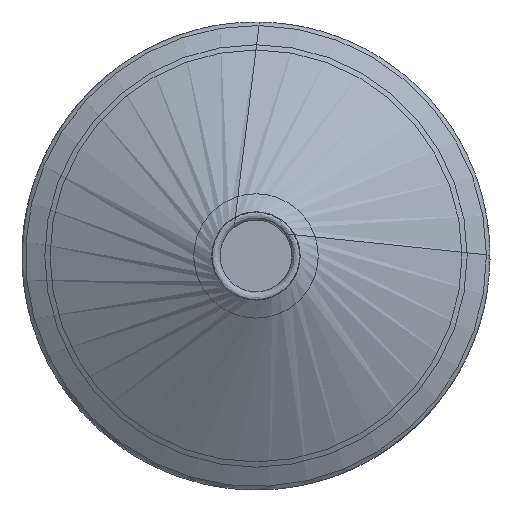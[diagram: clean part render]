
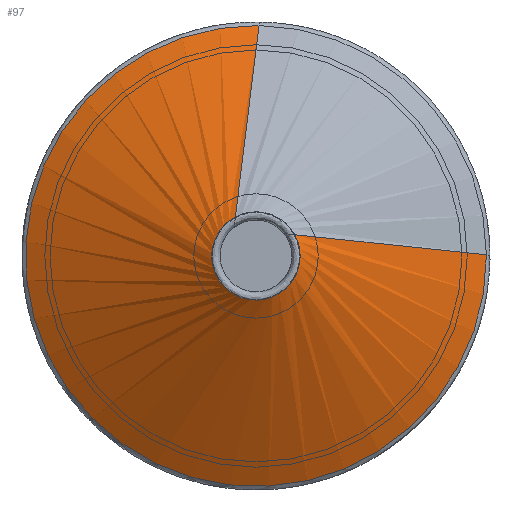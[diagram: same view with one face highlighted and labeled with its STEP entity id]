
A CAD part, left-side view. The second image highlights one B-rep face of the part: STEP entity #97.
In plain terms, the highlighted free-form (B-spline) face has degree [1, 3] with [2, 7] control points.
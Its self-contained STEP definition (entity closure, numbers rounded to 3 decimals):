
#97=ADVANCED_FACE('',(#133),#122,.F.);
#122=(
BOUNDED_SURFACE()
B_SPLINE_SURFACE(1,3,((#619,#620,#621,#622,#623,#624,#625),(#626,#627,#628,
#629,#630,#631,#632)),.UNSPECIFIED.,.F.,.F.,.F.)
B_SPLINE_SURFACE_WITH_KNOTS((2,2),(4,3,4),(0.,1.),(0.,0.5,1.),
 .UNSPECIFIED.)
GEOMETRIC_REPRESENTATION_ITEM()
RATIONAL_B_SPLINE_SURFACE(((1.,0.586,0.586,1.,0.586,
0.586,1.),(1.,0.586,0.586,1.,0.586,
0.586,1.)))
REPRESENTATION_ITEM('')
SURFACE()
);
#133=FACE_OUTER_BOUND('',#147,.T.);
#147=EDGE_LOOP('',(#231,#232,#233,#234));
#188=CIRCLE('',#369,1.228);
#191=CIRCLE('',#372,6.402);
#231=ORIENTED_EDGE('',*,*,#325,.F.);
#232=ORIENTED_EDGE('',*,*,#326,.F.);
#233=ORIENTED_EDGE('',*,*,#322,.T.);
#234=ORIENTED_EDGE('',*,*,#327,.F.);
#293=VERTEX_POINT('',#582);
#294=VERTEX_POINT('',#583);
#295=VERTEX_POINT('',#615);
#296=VERTEX_POINT('',#616);
#322=EDGE_CURVE('',#293,#294,#188,.T.);
#325=EDGE_CURVE('',#295,#296,#191,.T.);
#326=EDGE_CURVE('',#293,#295,#351,.T.);
#327=EDGE_CURVE('',#296,#294,#352,.T.);
#351=LINE('',#617,#357);
#352=LINE('',#618,#358);
#357=VECTOR('',#439,1.);
#358=VECTOR('',#440,1.);
#369=AXIS2_PLACEMENT_3D('',#581,#431,#432);
#372=AXIS2_PLACEMENT_3D('',#614,#437,#438);
#431=DIRECTION('',(1.,0.,0.));
#432=DIRECTION('',(0.,-0.876,0.481));
#437=DIRECTION('',(1.,0.,0.));
#438=DIRECTION('',(0.,-1.,0.005));
#439=DIRECTION('',(0.5,-0.861,-0.091));
#440=DIRECTION('',(-0.5,0.106,-0.86));
#581=CARTESIAN_POINT('',(0.035,0.,0.));
#582=CARTESIAN_POINT('',(0.035,-1.076,0.591));
#583=CARTESIAN_POINT('',(0.035,0.572,1.086));
#614=CARTESIAN_POINT('',(3.127,0.,0.));
#615=CARTESIAN_POINT('',(3.127,-6.402,0.031));
#616=CARTESIAN_POINT('',(3.127,-0.084,6.401));
#617=CARTESIAN_POINT('',(3.127,-6.402,0.031));
#618=CARTESIAN_POINT('',(3.127,-0.084,6.401));
#619=CARTESIAN_POINT('',(0.035,-1.076,0.591));
#620=CARTESIAN_POINT('',(0.035,-1.699,-0.543));
#621=CARTESIAN_POINT('',(0.035,-0.885,-1.548));
#622=CARTESIAN_POINT('',(0.035,0.353,-1.176));
#623=CARTESIAN_POINT('',(0.035,1.592,-0.803));
#624=CARTESIAN_POINT('',(0.035,1.716,0.484));
#625=CARTESIAN_POINT('',(0.035,0.572,1.086));
#626=CARTESIAN_POINT('',(3.127,-6.402,0.031));
#627=CARTESIAN_POINT('',(3.127,-6.435,-6.713));
#628=CARTESIAN_POINT('',(3.127,-0.204,-9.297));
#629=CARTESIAN_POINT('',(3.127,4.545,-4.508));
#630=CARTESIAN_POINT('',(3.127,9.295,0.281));
#631=CARTESIAN_POINT('',(3.127,6.66,6.489));
#632=CARTESIAN_POINT('',(3.127,-0.084,6.401));
